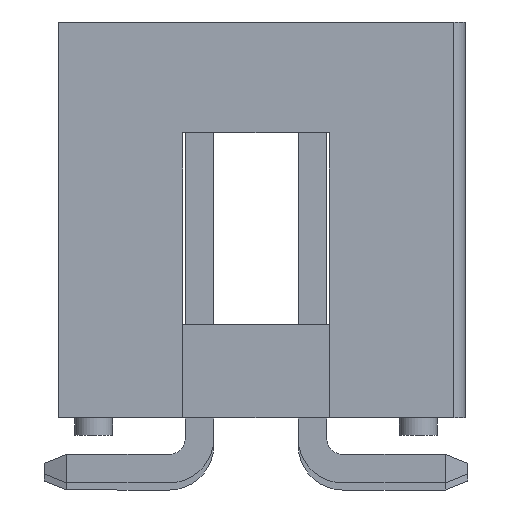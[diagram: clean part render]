
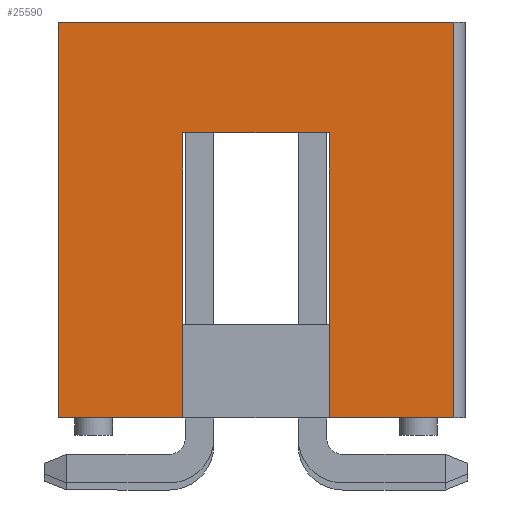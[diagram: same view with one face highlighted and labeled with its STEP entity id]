
A CAD part, front view. The second image highlights one B-rep face of the part: STEP entity #25590.
In plain terms, the highlighted face is planar.
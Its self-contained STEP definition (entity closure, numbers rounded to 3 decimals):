
#3398=ORIENTED_EDGE('',*,*,#6945,.T.);
#3399=ORIENTED_EDGE('',*,*,#6946,.F.);
#3400=ORIENTED_EDGE('',*,*,#6947,.T.);
#3401=ORIENTED_EDGE('',*,*,#6948,.T.);
#3402=ORIENTED_EDGE('',*,*,#6949,.T.);
#3403=ORIENTED_EDGE('',*,*,#6950,.F.);
#3404=ORIENTED_EDGE('',*,*,#6944,.F.);
#3405=ORIENTED_EDGE('',*,*,#6951,.T.);
#6944=EDGE_CURVE('',#8799,#8796,#10783,.T.);
#6945=EDGE_CURVE('',#8800,#8801,#10784,.T.);
#6946=EDGE_CURVE('',#8802,#8801,#10785,.T.);
#6947=EDGE_CURVE('',#8802,#8803,#10786,.T.);
#6948=EDGE_CURVE('',#8803,#8804,#10787,.T.);
#6949=EDGE_CURVE('',#8804,#8805,#10788,.T.);
#6950=EDGE_CURVE('',#8796,#8805,#10789,.T.);
#6951=EDGE_CURVE('',#8799,#8800,#10790,.T.);
#8796=VERTEX_POINT('',#35433);
#8799=VERTEX_POINT('',#35442);
#8800=VERTEX_POINT('',#35446);
#8801=VERTEX_POINT('',#35447);
#8802=VERTEX_POINT('',#35449);
#8803=VERTEX_POINT('',#35451);
#8804=VERTEX_POINT('',#35453);
#8805=VERTEX_POINT('',#35455);
#10783=LINE('',#35443,#13110);
#10784=LINE('',#35445,#13111);
#10785=LINE('',#35448,#13112);
#10786=LINE('',#35450,#13113);
#10787=LINE('',#35452,#13114);
#10788=LINE('',#35454,#13115);
#10789=LINE('',#35456,#13116);
#10790=LINE('',#35457,#13117);
#13110=VECTOR('',#30467,1000.);
#13111=VECTOR('',#30470,1000.);
#13112=VECTOR('',#30471,1000.);
#13113=VECTOR('',#30472,1000.);
#13114=VECTOR('',#30473,1000.);
#13115=VECTOR('',#30474,1000.);
#13116=VECTOR('',#30475,1000.);
#13117=VECTOR('',#30476,1000.);
#14668=EDGE_LOOP('',(#3398,#3399,#3400,#3401,#3402,#3403,#3404,#3405));
#15843=FACE_BOUND('',#14668,.T.);
#16926=PLANE('',#26854);
#25590=ADVANCED_FACE('',(#15843),#16926,.T.);
#26854=AXIS2_PLACEMENT_3D('',#35444,#30468,#30469);
#30467=DIRECTION('',(0.,1.,0.));
#30468=DIRECTION('',(1.,0.,0.));
#30469=DIRECTION('',(0.,0.,-1.));
#30470=DIRECTION('',(0.,1.,0.));
#30471=DIRECTION('',(0.,0.,-1.));
#30472=DIRECTION('',(0.,1.,0.));
#30473=DIRECTION('',(0.,0.,-1.));
#30474=DIRECTION('',(0.,1.,0.));
#30475=DIRECTION('',(0.,0.,-1.));
#30476=DIRECTION('',(0.,0.,-1.));
#35433=CARTESIAN_POINT('',(29.21,4.445,4.445));
#35442=CARTESIAN_POINT('',(29.21,-4.445,4.445));
#35443=CARTESIAN_POINT('',(29.21,-4.445,4.445));
#35444=CARTESIAN_POINT('',(29.21,-4.445,4.445));
#35445=CARTESIAN_POINT('',(29.21,-4.445,-4.445));
#35446=CARTESIAN_POINT('',(29.21,-4.445,-4.445));
#35447=CARTESIAN_POINT('',(29.21,-1.65,-4.445));
#35448=CARTESIAN_POINT('',(29.21,-1.65,1.955));
#35449=CARTESIAN_POINT('',(29.21,-1.65,1.955));
#35450=CARTESIAN_POINT('',(29.21,-1.65,1.955));
#35451=CARTESIAN_POINT('',(29.21,1.65,1.955));
#35452=CARTESIAN_POINT('',(29.21,1.65,1.955));
#35453=CARTESIAN_POINT('',(29.21,1.65,-4.445));
#35454=CARTESIAN_POINT('',(29.21,-4.445,-4.445));
#35455=CARTESIAN_POINT('',(29.21,4.445,-4.445));
#35456=CARTESIAN_POINT('',(29.21,4.445,4.445));
#35457=CARTESIAN_POINT('',(29.21,-4.445,4.445));
